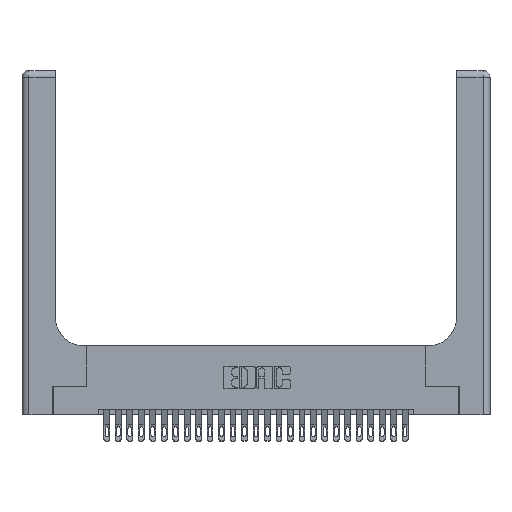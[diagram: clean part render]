
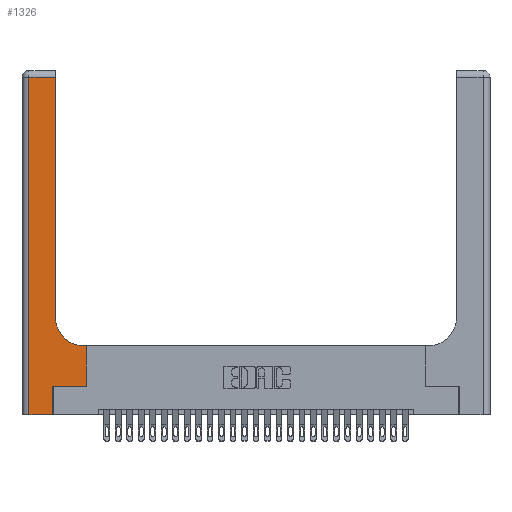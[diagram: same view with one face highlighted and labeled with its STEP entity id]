
A CAD part, top view. The second image highlights one B-rep face of the part: STEP entity #1326.
In plain terms, the highlighted planar face has unit normal (0, 0, 1).
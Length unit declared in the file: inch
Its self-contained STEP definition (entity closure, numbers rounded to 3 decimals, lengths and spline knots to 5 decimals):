
#303 = CARTESIAN_POINT ( 'NONE',  ( 0.2915, 0.6, 0.37 ) ) ;
#562 = DIRECTION ( 'NONE',  ( 1., 0., 0. ) ) ;
#1225 = ORIENTED_EDGE ( 'NONE', *, *, #2891, .T. ) ;
#1326 = ADVANCED_FACE ( 'NONE', ( #24151 ), #26391, .F. ) ;
#1668 = VERTEX_POINT ( 'NONE', #23107 ) ;
#1789 = VECTOR ( 'NONE', #21621, 39.37008 ) ;
#2069 = ORIENTED_EDGE ( 'NONE', *, *, #6379, .T. ) ;
#2891 = EDGE_CURVE ( 'NONE', #28365, #26204, #22342, .T. ) ;
#3152 = ORIENTED_EDGE ( 'NONE', *, *, #17062, .T. ) ;
#5049 = CARTESIAN_POINT ( 'NONE',  ( 0., 0., 0.37 ) ) ;
#5182 = ORIENTED_EDGE ( 'NONE', *, *, #16607, .T. ) ;
#5733 = VECTOR ( 'NONE', #19443, 39.37008 ) ;
#5909 = CARTESIAN_POINT ( 'NONE',  ( 0.269, 0.25, 0.37 ) ) ;
#6062 = DIRECTION ( 'NONE',  ( -1., 0., 0. ) ) ;
#6379 = EDGE_CURVE ( 'NONE', #17356, #1668, #26044, .T. ) ;
#6447 = DIRECTION ( 'NONE',  ( -1., 0., 0. ) ) ;
#6568 = LINE ( 'NONE', #8245, #23849 ) ;
#6571 = EDGE_CURVE ( 'NONE', #15081, #26089, #14961, .T. ) ;
#6638 = CARTESIAN_POINT ( 'NONE',  ( 0., 3., 0.37 ) ) ;
#6709 = CARTESIAN_POINT ( 'NONE',  ( 0.06, 0., 0.37 ) ) ;
#7808 = CARTESIAN_POINT ( 'NONE',  ( 0.269, 0., 0.37 ) ) ;
#7810 = VERTEX_POINT ( 'NONE', #24835 ) ;
#8015 = LINE ( 'NONE', #5049, #28303 ) ;
#8243 = LINE ( 'NONE', #13970, #23102 ) ;
#8245 = CARTESIAN_POINT ( 'NONE',  ( 0., 2.94, 0.37 ) ) ;
#8287 = DIRECTION ( 'NONE',  ( 1., 0., 0. ) ) ;
#8639 = CARTESIAN_POINT ( 'NONE',  ( 0.5415, 0.6, 0.37 ) ) ;
#9370 = EDGE_LOOP ( 'NONE', ( #27888, #14035, #3152, #18144, #2069, #16214, #27585, #1225, #5182 ) ) ;
#9953 = VERTEX_POINT ( 'NONE', #6709 ) ;
#10041 = DIRECTION ( 'NONE',  ( 1., 0., 0. ) ) ;
#11332 = AXIS2_PLACEMENT_3D ( 'NONE', #6638, #22122, #6447 ) ;
#11607 = DIRECTION ( 'NONE',  ( -1., 0., 0. ) ) ;
#11855 = DIRECTION ( 'NONE',  ( 0., 0., -1. ) ) ;
#13040 = EDGE_CURVE ( 'NONE', #9953, #17356, #8015, .T. ) ;
#13224 = VECTOR ( 'NONE', #19157, 39.37008 ) ;
#13970 = CARTESIAN_POINT ( 'NONE',  ( 0.5585, 0.25, 0.37 ) ) ;
#14035 = ORIENTED_EDGE ( 'NONE', *, *, #26111, .T. ) ;
#14379 = CIRCLE ( 'NONE', #24153, 0.25 ) ;
#14961 = LINE ( 'NONE', #17252, #1789 ) ;
#15081 = VERTEX_POINT ( 'NONE', #28719 ) ;
#16214 = ORIENTED_EDGE ( 'NONE', *, *, #27402, .T. ) ;
#16607 = EDGE_CURVE ( 'NONE', #26204, #15081, #14379, .T. ) ;
#16820 = VERTEX_POINT ( 'NONE', #24844 ) ;
#17062 = EDGE_CURVE ( 'NONE', #16820, #9953, #23401, .T. ) ;
#17252 = CARTESIAN_POINT ( 'NONE',  ( 0.2915, 3., 0.37 ) ) ;
#17292 = CARTESIAN_POINT ( 'NONE',  ( 0.06, 3., 0.37 ) ) ;
#17356 = VERTEX_POINT ( 'NONE', #22521 ) ;
#18144 = ORIENTED_EDGE ( 'NONE', *, *, #13040, .T. ) ;
#19157 = DIRECTION ( 'NONE',  ( 0., 1., 0. ) ) ;
#19443 = DIRECTION ( 'NONE',  ( 0., -1., 0. ) ) ;
#21603 = EDGE_CURVE ( 'NONE', #7810, #28365, #8243, .T. ) ;
#21621 = DIRECTION ( 'NONE',  ( 0., 1., 0. ) ) ;
#22122 = DIRECTION ( 'NONE',  ( 0., 0., -1. ) ) ;
#22342 = LINE ( 'NONE', #303, #26856 ) ;
#22452 = CARTESIAN_POINT ( 'NONE',  ( 0.5415, 0.85, 0.37 ) ) ;
#22521 = CARTESIAN_POINT ( 'NONE',  ( 0.269, 0., 0.37 ) ) ;
#23102 = VECTOR ( 'NONE', #25022, 39.37008 ) ;
#23107 = CARTESIAN_POINT ( 'NONE',  ( 0.269, 0.25, 0.37 ) ) ;
#23379 = LINE ( 'NONE', #5909, #24755 ) ;
#23401 = LINE ( 'NONE', #17292, #5733 ) ;
#23849 = VECTOR ( 'NONE', #6062, 39.37008 ) ;
#24151 = FACE_OUTER_BOUND ( 'NONE', #9370, .T. ) ;
#24153 = AXIS2_PLACEMENT_3D ( 'NONE', #22452, #11855, #562 ) ;
#24755 = VECTOR ( 'NONE', #10041, 39.37008 ) ;
#24835 = CARTESIAN_POINT ( 'NONE',  ( 0.5585, 0.25, 0.37 ) ) ;
#24844 = CARTESIAN_POINT ( 'NONE',  ( 0.06, 2.94, 0.37 ) ) ;
#25022 = DIRECTION ( 'NONE',  ( 0., 1., 0. ) ) ;
#25915 = CARTESIAN_POINT ( 'NONE',  ( 0.2915, 2.94, 0.37 ) ) ;
#26044 = LINE ( 'NONE', #7808, #13224 ) ;
#26089 = VERTEX_POINT ( 'NONE', #25915 ) ;
#26111 = EDGE_CURVE ( 'NONE', #26089, #16820, #6568, .T. ) ;
#26204 = VERTEX_POINT ( 'NONE', #8639 ) ;
#26391 = PLANE ( 'NONE',  #11332 ) ;
#26856 = VECTOR ( 'NONE', #11607, 39.37008 ) ;
#27168 = CARTESIAN_POINT ( 'NONE',  ( 0.5585, 0.6, 0.37 ) ) ;
#27402 = EDGE_CURVE ( 'NONE', #1668, #7810, #23379, .T. ) ;
#27585 = ORIENTED_EDGE ( 'NONE', *, *, #21603, .T. ) ;
#27888 = ORIENTED_EDGE ( 'NONE', *, *, #6571, .T. ) ;
#28303 = VECTOR ( 'NONE', #8287, 39.37008 ) ;
#28365 = VERTEX_POINT ( 'NONE', #27168 ) ;
#28719 = CARTESIAN_POINT ( 'NONE',  ( 0.2915, 0.85, 0.37 ) ) ;
